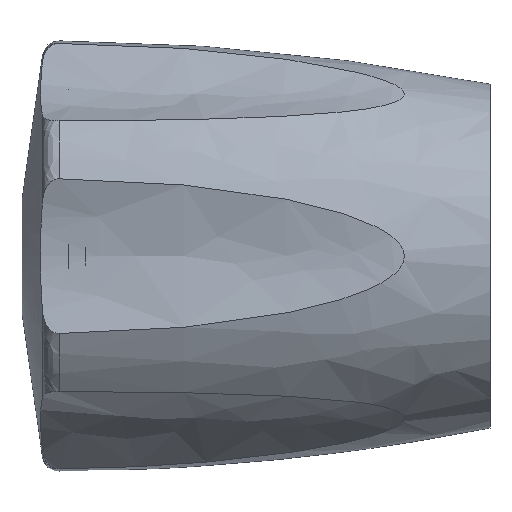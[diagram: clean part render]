
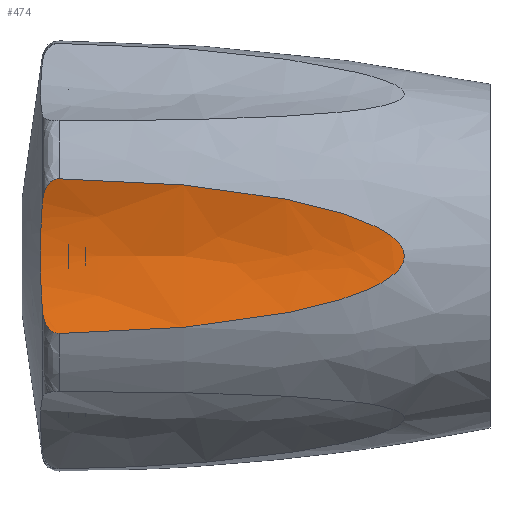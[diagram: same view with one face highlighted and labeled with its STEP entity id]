
A CAD part, left-side view. The second image highlights one B-rep face of the part: STEP entity #474.
In plain terms, the highlighted free-form (B-spline) face has degree [1, 2] with [2, 3] control points.
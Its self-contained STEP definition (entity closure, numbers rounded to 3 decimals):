
#171 = VERTEX_POINT('',#172);
#172 = CARTESIAN_POINT('',(-25.182,54.009,
    9.689));
#178 = EDGE_CURVE('',#171,#179,#181,.T.);
#179 = VERTEX_POINT('',#180);
#180 = CARTESIAN_POINT('',(-25.182,54.009,
    -9.689));
#181 = B_SPLINE_CURVE_WITH_KNOTS('',3,(#182,#183,#184,#185,#186,#187,
    #188,#189,#190,#191,#192,#193,#194,#195,#196,#197,#198,#199,#200,
    #201,#202,#203,#204,#205),.UNSPECIFIED.,.F.,.F.,(4,2,2,2,2,2,2,2,2,2
    ,2,4),(-14.572,-11.347,-8.078,
    -6.488,-6.082,-5.852,-5.675,
    -5.491,-5.226,-4.572,-2.606,
    0.),.UNSPECIFIED.);
#182 = CARTESIAN_POINT('',(-25.182,54.009,
    9.689));
#183 = CARTESIAN_POINT('',(-25.162,47.893,
    9.635));
#184 = CARTESIAN_POINT('',(-25.035,41.609,
    9.305));
#185 = CARTESIAN_POINT('',(-24.602,29.455,
    7.961));
#186 = CARTESIAN_POINT('',(-24.318,24.118,6.991
    ));
#187 = CARTESIAN_POINT('',(-23.949,17.951,
    5.244));
#188 = CARTESIAN_POINT('',(-23.758,15.002,
    4.282));
#189 = CARTESIAN_POINT('',(-23.583,12.46,
    2.627));
#190 = CARTESIAN_POINT('',(-23.547,11.935,2.223
    ));
#191 = CARTESIAN_POINT('',(-23.501,11.293,
    1.498));
#192 = CARTESIAN_POINT('',(-23.486,11.086,
    1.205));
#193 = CARTESIAN_POINT('',(-23.469,10.836,
    0.637));
#194 = CARTESIAN_POINT('',(-23.464,10.768,
    0.379));
#195 = CARTESIAN_POINT('',(-23.462,10.738,
    -0.171));
#196 = CARTESIAN_POINT('',(-23.465,10.782,
    -0.445));
#197 = CARTESIAN_POINT('',(-23.481,11.01,
    -1.09));
#198 = CARTESIAN_POINT('',(-23.497,11.24,
    -1.435));
#199 = CARTESIAN_POINT('',(-23.562,12.16,
    -2.487));
#200 = CARTESIAN_POINT('',(-23.631,13.148,
    -3.118));
#201 = CARTESIAN_POINT('',(-23.887,16.934,
    -5.096));
#202 = CARTESIAN_POINT('',(-24.179,21.425,
    -6.397));
#203 = CARTESIAN_POINT('',(-24.822,34.433,-8.754
    ));
#204 = CARTESIAN_POINT('',(-25.149,43.822,
    -9.599));
#205 = CARTESIAN_POINT('',(-25.182,54.009,
    -9.689));
#442 = VERTEX_POINT('',#443);
#443 = CARTESIAN_POINT('',(-24.264,56.113,
    6.67));
#449 = EDGE_CURVE('',#442,#171,#450,.T.);
#450 = B_SPLINE_CURVE_WITH_KNOTS('',3,(#451,#452,#453,#454,#455,#456,
    #457,#458,#459,#460,#461,#462),.UNSPECIFIED.,.F.,.F.,(4,2,2,2,2,4),(
    -0.352,-0.256,-0.174,-0.101,
    -0.047,0.),.UNSPECIFIED.);
#451 = CARTESIAN_POINT('',(-24.264,56.113,
    6.67));
#452 = CARTESIAN_POINT('',(-24.354,56.087,
    7.04));
#453 = CARTESIAN_POINT('',(-24.453,56.034,7.412
    ));
#454 = CARTESIAN_POINT('',(-24.642,55.86,
    8.069));
#455 = CARTESIAN_POINT('',(-24.733,55.748,8.366)
  );
#456 = CARTESIAN_POINT('',(-24.898,55.458,
    8.878));
#457 = CARTESIAN_POINT('',(-24.973,55.286,
    9.101));
#458 = CARTESIAN_POINT('',(-25.083,54.917,
    9.415));
#459 = CARTESIAN_POINT('',(-25.122,54.74,
    9.523));
#460 = CARTESIAN_POINT('',(-25.171,54.373,
    9.658));
#461 = CARTESIAN_POINT('',(-25.183,54.193,
    9.691));
#462 = CARTESIAN_POINT('',(-25.182,54.009,
    9.689));
#474 = ADVANCED_FACE('',(#475),#512,.T.);
#475 = FACE_BOUND('',#476,.T.);
#476 = EDGE_LOOP('',(#477,#488,#503,#504,#505));
#477 = ORIENTED_EDGE('',*,*,#478,.F.);
#478 = EDGE_CURVE('',#479,#481,#483,.T.);
#479 = VERTEX_POINT('',#480);
#480 = CARTESIAN_POINT('',(-24.264,56.113,
    -6.67));
#481 = VERTEX_POINT('',#482);
#482 = CARTESIAN_POINT('',(-23.462,56.353,
    0.));
#483 = B_SPLINE_CURVE_WITH_KNOTS('',3,(#484,#485,#486,#487),
  .UNSPECIFIED.,.F.,.F.,(4,4),(1.771,2.337),
  .PIECEWISE_BEZIER_KNOTS.);
#484 = CARTESIAN_POINT('',(-24.264,56.113,
    -6.67));
#485 = CARTESIAN_POINT('',(-23.727,56.268,
    -4.466));
#486 = CARTESIAN_POINT('',(-23.462,56.353,
    -2.212));
#487 = CARTESIAN_POINT('',(-23.462,56.353,
    0.));
#488 = ORIENTED_EDGE('',*,*,#489,.F.);
#489 = EDGE_CURVE('',#179,#479,#490,.T.);
#490 = B_SPLINE_CURVE_WITH_KNOTS('',3,(#491,#492,#493,#494,#495,#496,
    #497,#498,#499,#500,#501,#502),.UNSPECIFIED.,.F.,.F.,(4,2,2,2,2,4),(
    -0.506,-0.462,-0.417,-0.32,
    -0.185,-0.001),.UNSPECIFIED.);
#491 = CARTESIAN_POINT('',(-25.182,54.009,
    -9.689));
#492 = CARTESIAN_POINT('',(-25.182,54.108,
    -9.69));
#493 = CARTESIAN_POINT('',(-25.179,54.207,
    -9.681));
#494 = CARTESIAN_POINT('',(-25.165,54.403,
    -9.643));
#495 = CARTESIAN_POINT('',(-25.155,54.5,
    -9.614));
#496 = CARTESIAN_POINT('',(-25.112,54.794,
    -9.495));
#497 = CARTESIAN_POINT('',(-25.069,54.974,
    -9.375));
#498 = CARTESIAN_POINT('',(-24.949,55.351,
    -9.029));
#499 = CARTESIAN_POINT('',(-24.857,55.55,
    -8.758));
#500 = CARTESIAN_POINT('',(-24.6,55.93,
    -7.938));
#501 = CARTESIAN_POINT('',(-24.434,56.064,
    -7.367));
#502 = CARTESIAN_POINT('',(-24.264,56.113,
    -6.67));
#503 = ORIENTED_EDGE('',*,*,#178,.F.);
#504 = ORIENTED_EDGE('',*,*,#449,.F.);
#505 = ORIENTED_EDGE('',*,*,#506,.F.);
#506 = EDGE_CURVE('',#481,#442,#507,.T.);
#507 = B_SPLINE_CURVE_WITH_KNOTS('',3,(#508,#509,#510,#511),
  .UNSPECIFIED.,.F.,.F.,(4,4),(2.337,2.902),
  .PIECEWISE_BEZIER_KNOTS.);
#508 = CARTESIAN_POINT('',(-23.462,56.353,
    0.));
#509 = CARTESIAN_POINT('',(-23.462,56.353,
    2.212));
#510 = CARTESIAN_POINT('',(-23.727,56.268,
    4.466));
#511 = CARTESIAN_POINT('',(-24.264,56.113,
    6.67));
#512 = ( BOUNDED_SURFACE() B_SPLINE_SURFACE(1,2,(
    (#513,#514,#515)
    ,(#516,#517,#518
)),.UNSPECIFIED.,.F.,.F.,.F.) B_SPLINE_SURFACE_WITH_KNOTS((2,2),(3,3),(
    0.381,2.002),(2.79,3.493),
.PIECEWISE_BEZIER_KNOTS.) GEOMETRIC_REPRESENTATION_ITEM() 
RATIONAL_B_SPLINE_SURFACE((
    (1.,0.939,1.)
,(1.,0.939,1.))) REPRESENTATION_ITEM('') SURFACE() );
#513 = CARTESIAN_POINT('',(-25.183,10.738,
    9.691));
#514 = CARTESIAN_POINT('',(-21.63,10.738,
    0.));
#515 = CARTESIAN_POINT('',(-25.182,10.738,
    -9.69));
#516 = CARTESIAN_POINT('',(-25.183,56.353,
    9.691));
#517 = CARTESIAN_POINT('',(-21.63,56.353,
    0.));
#518 = CARTESIAN_POINT('',(-25.182,56.353,
    -9.69));
